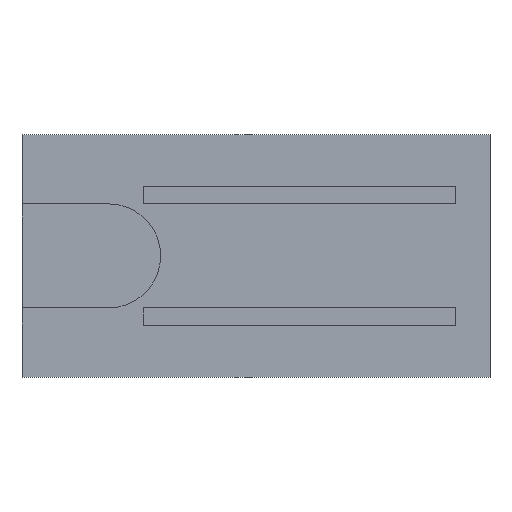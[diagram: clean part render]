
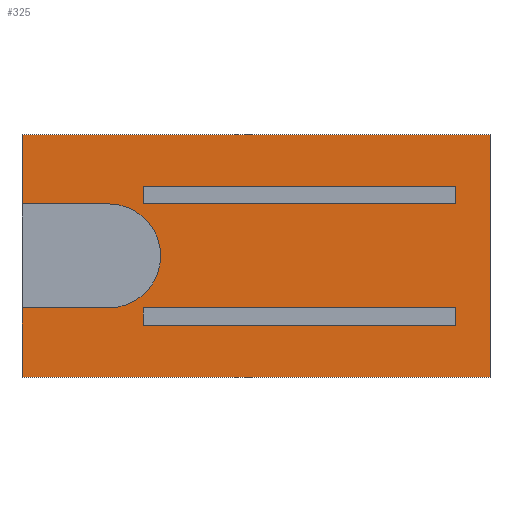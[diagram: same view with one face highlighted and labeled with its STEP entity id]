
A CAD part, top view. The second image highlights one B-rep face of the part: STEP entity #325.
In plain terms, the highlighted planar face has unit normal (0, 0, 1).
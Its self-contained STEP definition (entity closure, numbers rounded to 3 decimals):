
#2=DIRECTION('',(0.,-1.,0.));
#3=VECTOR('',#2,200.);
#4=CARTESIAN_POINT('',(-250.,350.,-200.));
#5=LINE('',#4,#3);
#10=DIRECTION('',(0.,-1.,0.));
#11=VECTOR('',#10,200.);
#12=CARTESIAN_POINT('',(-250.,-150.,-200.));
#13=LINE('',#12,#11);
#26=DIRECTION('',(0.,1.,0.));
#27=VECTOR('',#26,50.);
#28=CARTESIAN_POINT('',(100.,150.,-200.));
#29=LINE('',#28,#27);
#30=DIRECTION('',(1.,0.,0.));
#31=VECTOR('',#30,900.);
#32=CARTESIAN_POINT('',(100.,150.,-200.));
#33=LINE('',#32,#31);
#34=DIRECTION('',(0.,1.,0.));
#35=VECTOR('',#34,50.);
#36=CARTESIAN_POINT('',(1000.,150.,-200.));
#37=LINE('',#36,#35);
#38=DIRECTION('',(1.,0.,0.));
#39=VECTOR('',#38,900.);
#40=CARTESIAN_POINT('',(100.,200.,-200.));
#41=LINE('',#40,#39);
#42=DIRECTION('',(0.,-1.,0.));
#43=VECTOR('',#42,50.);
#44=CARTESIAN_POINT('',(100.,-150.,-200.));
#45=LINE('',#44,#43);
#46=DIRECTION('',(1.,0.,0.));
#47=VECTOR('',#46,900.);
#48=CARTESIAN_POINT('',(100.,-200.,-200.));
#49=LINE('',#48,#47);
#50=DIRECTION('',(0.,-1.,0.));
#51=VECTOR('',#50,50.);
#52=CARTESIAN_POINT('',(1000.,-150.,-200.));
#53=LINE('',#52,#51);
#54=DIRECTION('',(1.,0.,0.));
#55=VECTOR('',#54,900.);
#56=CARTESIAN_POINT('',(100.,-150.,-200.));
#57=LINE('',#56,#55);
#58=DIRECTION('',(1.,0.,0.));
#59=VECTOR('',#58,250.);
#60=CARTESIAN_POINT('',(-250.,150.,-200.));
#61=LINE('',#60,#59);
#62=DIRECTION('',(1.,0.,0.));
#63=VECTOR('',#62,1350.);
#64=CARTESIAN_POINT('',(-250.,350.,-200.));
#65=LINE('',#64,#63);
#66=DIRECTION('',(1.,0.,0.));
#67=VECTOR('',#66,250.);
#68=CARTESIAN_POINT('',(-250.,-150.,-200.));
#69=LINE('',#68,#67);
#70=CARTESIAN_POINT('',(0.,0.,-200.));
#71=DIRECTION('',(0.,0.,1.));
#72=DIRECTION('',(0.,-1.,0.));
#73=AXIS2_PLACEMENT_3D('',#70,#71,#72);
#176=DIRECTION('',(1.,0.,0.));
#177=VECTOR('',#176,1350.);
#178=CARTESIAN_POINT('',(-250.,-350.,-200.));
#179=LINE('',#178,#177);
#184=DIRECTION('',(0.,-1.,0.));
#185=VECTOR('',#184,700.);
#186=CARTESIAN_POINT('',(1100.,350.,-200.));
#187=LINE('',#186,#185);
#196=CARTESIAN_POINT('',(-250.,-350.,-200.));
#198=VERTEX_POINT('',#196);
#202=CARTESIAN_POINT('',(-250.,350.,-200.));
#203=VERTEX_POINT('',#202);
#204=CARTESIAN_POINT('',(1100.,-350.,-200.));
#206=VERTEX_POINT('',#204);
#210=CARTESIAN_POINT('',(1100.,350.,-200.));
#211=VERTEX_POINT('',#210);
#220=CARTESIAN_POINT('',(100.,150.,-200.));
#221=CARTESIAN_POINT('',(100.,200.,-200.));
#222=VERTEX_POINT('',#220);
#223=VERTEX_POINT('',#221);
#224=CARTESIAN_POINT('',(1000.,200.,-200.));
#225=VERTEX_POINT('',#224);
#226=CARTESIAN_POINT('',(1000.,150.,-200.));
#227=VERTEX_POINT('',#226);
#236=CARTESIAN_POINT('',(100.,-200.,-200.));
#237=VERTEX_POINT('',#236);
#238=CARTESIAN_POINT('',(100.,-150.,-200.));
#239=VERTEX_POINT('',#238);
#240=CARTESIAN_POINT('',(1000.,-200.,-200.));
#241=VERTEX_POINT('',#240);
#242=CARTESIAN_POINT('',(1000.,-150.,-200.));
#243=VERTEX_POINT('',#242);
#252=CARTESIAN_POINT('',(-250.,150.,-200.));
#253=CARTESIAN_POINT('',(0.,150.,-200.));
#254=VERTEX_POINT('',#252);
#255=VERTEX_POINT('',#253);
#256=CARTESIAN_POINT('',(-250.,-150.,-200.));
#257=CARTESIAN_POINT('',(0.,-150.,-200.));
#258=VERTEX_POINT('',#256);
#259=VERTEX_POINT('',#257);
#284=CARTESIAN_POINT('',(-250.,350.,-200.));
#285=DIRECTION('',(0.,0.,1.));
#286=DIRECTION('',(0.,-1.,0.));
#287=AXIS2_PLACEMENT_3D('',#284,#285,#286);
#288=PLANE('',#287);
#290=ORIENTED_EDGE('',*,*,#289,.F.);
#291=ORIENTED_EDGE('',*,*,#265,.F.);
#293=ORIENTED_EDGE('',*,*,#292,.T.);
#295=ORIENTED_EDGE('',*,*,#294,.T.);
#297=ORIENTED_EDGE('',*,*,#296,.F.);
#298=ORIENTED_EDGE('',*,*,#273,.F.);
#300=ORIENTED_EDGE('',*,*,#299,.T.);
#302=ORIENTED_EDGE('',*,*,#301,.T.);
#303=EDGE_LOOP('',(#290,#291,#293,#295,#297,#298,#300,#302));
#304=FACE_OUTER_BOUND('',#303,.F.);
#306=ORIENTED_EDGE('',*,*,#305,.T.);
#308=ORIENTED_EDGE('',*,*,#307,.T.);
#310=ORIENTED_EDGE('',*,*,#309,.F.);
#312=ORIENTED_EDGE('',*,*,#311,.F.);
#313=EDGE_LOOP('',(#306,#308,#310,#312));
#314=FACE_BOUND('',#313,.F.);
#316=ORIENTED_EDGE('',*,*,#315,.F.);
#318=ORIENTED_EDGE('',*,*,#317,.T.);
#320=ORIENTED_EDGE('',*,*,#319,.T.);
#322=ORIENTED_EDGE('',*,*,#321,.F.);
#323=EDGE_LOOP('',(#316,#318,#320,#322));
#324=FACE_BOUND('',#323,.F.);
#325=ADVANCED_FACE('',(#304,#314,#324),#288,.T.);
#74=CIRCLE('',#73,150.);
#265=EDGE_CURVE('',#203,#254,#5,.T.);
#273=EDGE_CURVE('',#258,#198,#13,.T.);
#289=EDGE_CURVE('',#254,#255,#61,.T.);
#292=EDGE_CURVE('',#203,#211,#65,.T.);
#294=EDGE_CURVE('',#211,#206,#187,.T.);
#296=EDGE_CURVE('',#198,#206,#179,.T.);
#299=EDGE_CURVE('',#258,#259,#69,.T.);
#301=EDGE_CURVE('',#259,#255,#74,.T.);
#305=EDGE_CURVE('',#239,#237,#45,.T.);
#307=EDGE_CURVE('',#237,#241,#49,.T.);
#309=EDGE_CURVE('',#243,#241,#53,.T.);
#311=EDGE_CURVE('',#239,#243,#57,.T.);
#315=EDGE_CURVE('',#222,#223,#29,.T.);
#317=EDGE_CURVE('',#222,#227,#33,.T.);
#319=EDGE_CURVE('',#227,#225,#37,.T.);
#321=EDGE_CURVE('',#223,#225,#41,.T.);
